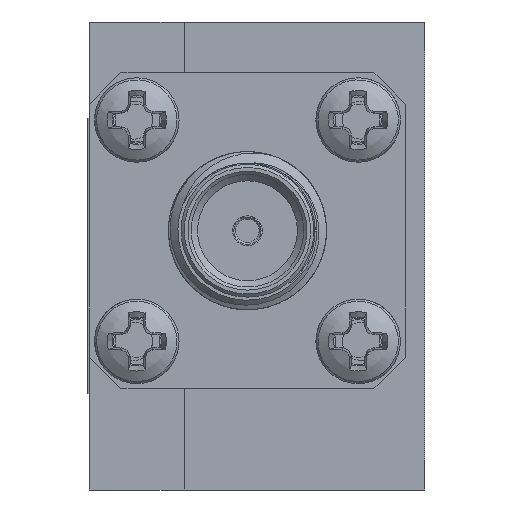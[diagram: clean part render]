
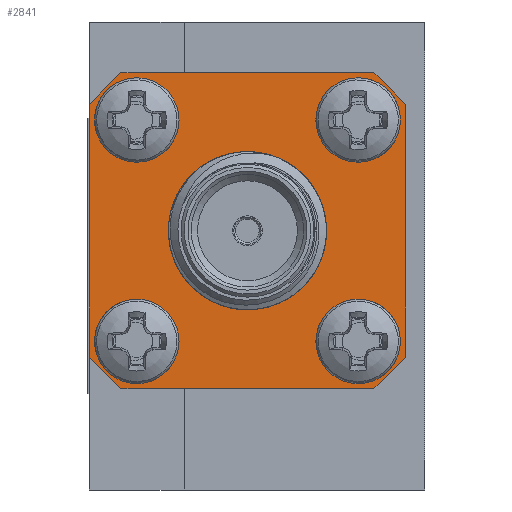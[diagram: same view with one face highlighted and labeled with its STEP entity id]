
A CAD part, left-side view. The second image highlights one B-rep face of the part: STEP entity #2841.
In plain terms, the highlighted planar face has unit normal (-1, 0, 0).
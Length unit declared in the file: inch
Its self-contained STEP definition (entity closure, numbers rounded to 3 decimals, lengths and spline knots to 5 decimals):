
#342 = VERTEX_POINT ( 'NONE', #12345 ) ;
#535 = CARTESIAN_POINT ( 'NONE',  ( -1.055, 0.015, -0.065 ) ) ;
#1151 = LINE ( 'NONE', #10113, #23259 ) ;
#1182 = EDGE_CURVE ( 'NONE', #28247, #28247, #8090, .T. ) ;
#1241 = ORIENTED_EDGE ( 'NONE', *, *, #2496, .T. ) ;
#2235 = EDGE_CURVE ( 'NONE', #13513, #13513, #23702, .T. ) ;
#2496 = EDGE_CURVE ( 'NONE', #23990, #24921, #1151, .T. ) ;
#2537 = FACE_BOUND ( 'NONE', #25313, .T. ) ;
#2684 = VERTEX_POINT ( 'NONE', #8670 ) ;
#2841 = ADVANCED_FACE ( 'NONE', ( #6950, #26407, #15809, #13519, #22108, #2537 ), #6805, .F. ) ;
#3312 = DIRECTION ( 'NONE',  ( 0., -1., 0. ) ) ;
#3361 = EDGE_CURVE ( 'NONE', #6016, #14320, #6011, .T. ) ;
#3386 = VERTEX_POINT ( 'NONE', #20383 ) ;
#3602 = CARTESIAN_POINT ( 'NONE',  ( -1.055, -0.235, 0.29 ) ) ;
#4095 = ORIENTED_EDGE ( 'NONE', *, *, #27655, .T. ) ;
#4493 = VERTEX_POINT ( 'NONE', #28087 ) ;
#4503 = DIRECTION ( 'NONE',  ( 0., -0.707, 0.707 ) ) ;
#4597 = CARTESIAN_POINT ( 'NONE',  ( -1.055, 0.265, -0.21 ) ) ;
#5192 = CARTESIAN_POINT ( 'NONE',  ( -1.055, 0.19, -0.135 ) ) ;
#5310 = ORIENTED_EDGE ( 'NONE', *, *, #6926, .T. ) ;
#5399 = DIRECTION ( 'NONE',  ( 0., -1., 0. ) ) ;
#5626 = EDGE_CURVE ( 'NONE', #19820, #342, #17885, .T. ) ;
#5933 = DIRECTION ( 'NONE',  ( 1., 0., 0. ) ) ;
#6011 = LINE ( 'NONE', #3602, #27374 ) ;
#6016 = VERTEX_POINT ( 'NONE', #12561 ) ;
#6205 = CARTESIAN_POINT ( 'NONE',  ( -1.055, -0.16, -0.135 ) ) ;
#6314 = AXIS2_PLACEMENT_3D ( 'NONE', #25312, #8146, #3312 ) ;
#6347 = EDGE_LOOP ( 'NONE', ( #27867 ) ) ;
#6805 = PLANE ( 'NONE',  #12755 ) ;
#6926 = EDGE_CURVE ( 'NONE', #3386, #3386, #25188, .T. ) ;
#6950 = FACE_OUTER_BOUND ( 'NONE', #14230, .T. ) ;
#6998 = CARTESIAN_POINT ( 'NONE',  ( -1.055, 0.015, 0.04 ) ) ;
#7085 = EDGE_CURVE ( 'NONE', #14320, #19820, #16075, .T. ) ;
#7259 = ORIENTED_EDGE ( 'NONE', *, *, #19756, .T. ) ;
#8090 = CIRCLE ( 'NONE', #17692, 0.105 ) ;
#8146 = DIRECTION ( 'NONE',  ( 1., 0., 0. ) ) ;
#8670 = CARTESIAN_POINT ( 'NONE',  ( -1.055, -0.185, -0.21 ) ) ;
#9137 = CARTESIAN_POINT ( 'NONE',  ( -1.055, -0.185, 0.29 ) ) ;
#9476 = DIRECTION ( 'NONE',  ( 0., -1., 0. ) ) ;
#9545 = ORIENTED_EDGE ( 'NONE', *, *, #3361, .T. ) ;
#10113 = CARTESIAN_POINT ( 'NONE',  ( -1.055, -0.235, -0.21 ) ) ;
#10214 = VERTEX_POINT ( 'NONE', #14642 ) ;
#10297 = ORIENTED_EDGE ( 'NONE', *, *, #15054, .T. ) ;
#10758 = VECTOR ( 'NONE', #4503, 39.37008 ) ;
#10771 = DIRECTION ( 'NONE',  ( 0., 1., 0. ) ) ;
#10945 = EDGE_LOOP ( 'NONE', ( #27323 ) ) ;
#11012 = VECTOR ( 'NONE', #26602, 39.37008 ) ;
#11089 = LINE ( 'NONE', #26399, #18944 ) ;
#11236 = CARTESIAN_POINT ( 'NONE',  ( -1.055, 0.015, 0.04 ) ) ;
#11268 = CARTESIAN_POINT ( 'NONE',  ( -1.055, -0.16, 0.215 ) ) ;
#11471 = DIRECTION ( 'NONE',  ( 1., 0., 0. ) ) ;
#11858 = EDGE_LOOP ( 'NONE', ( #5310 ) ) ;
#12054 = CARTESIAN_POINT ( 'NONE',  ( -1.055, 0.265, 0.24 ) ) ;
#12070 = CARTESIAN_POINT ( 'NONE',  ( -1.055, -0.10227, -0.135 ) ) ;
#12108 = ORIENTED_EDGE ( 'NONE', *, *, #7085, .T. ) ;
#12119 = AXIS2_PLACEMENT_3D ( 'NONE', #6205, #5933, #10771 ) ;
#12288 = EDGE_CURVE ( 'NONE', #342, #4493, #11089, .T. ) ;
#12345 = CARTESIAN_POINT ( 'NONE',  ( -1.055, 0.265, -0.16 ) ) ;
#12441 = DIRECTION ( 'NONE',  ( 0., 1., 0. ) ) ;
#12561 = CARTESIAN_POINT ( 'NONE',  ( -1.055, -0.185, 0.29 ) ) ;
#12755 = AXIS2_PLACEMENT_3D ( 'NONE', #11236, #15669, #24537 ) ;
#12856 = VECTOR ( 'NONE', #27229, 39.37008 ) ;
#13025 = CIRCLE ( 'NONE', #12119, 0.05773 ) ;
#13091 = CARTESIAN_POINT ( 'NONE',  ( -1.055, -0.21773, 0.215 ) ) ;
#13278 = DIRECTION ( 'NONE',  ( 1., 0., 0. ) ) ;
#13425 = DIRECTION ( 'NONE',  ( 0., 0.707, 0.707 ) ) ;
#13513 = VERTEX_POINT ( 'NONE', #13091 ) ;
#13519 = FACE_BOUND ( 'NONE', #6347, .T. ) ;
#13770 = EDGE_CURVE ( 'NONE', #16090, #16090, #13025, .T. ) ;
#14230 = EDGE_LOOP ( 'NONE', ( #4095, #10297, #1241, #7259, #9545, #12108, #24395, #23862 ) ) ;
#14320 = VERTEX_POINT ( 'NONE', #15806 ) ;
#14642 = CARTESIAN_POINT ( 'NONE',  ( -1.055, 0.13227, 0.215 ) ) ;
#14670 = CARTESIAN_POINT ( 'NONE',  ( -1.055, -0.235, -0.21 ) ) ;
#15054 = EDGE_CURVE ( 'NONE', #2684, #23990, #19793, .T. ) ;
#15669 = DIRECTION ( 'NONE',  ( 1., 0., 0. ) ) ;
#15779 = CARTESIAN_POINT ( 'NONE',  ( -1.055, -0.235, -0.16 ) ) ;
#15806 = CARTESIAN_POINT ( 'NONE',  ( -1.055, 0.215, 0.29 ) ) ;
#15809 = FACE_BOUND ( 'NONE', #11858, .T. ) ;
#16075 = LINE ( 'NONE', #12054, #12856 ) ;
#16090 = VERTEX_POINT ( 'NONE', #12070 ) ;
#16406 = LINE ( 'NONE', #14670, #27883 ) ;
#17692 = AXIS2_PLACEMENT_3D ( 'NONE', #6998, #20015, #18018 ) ;
#17885 = LINE ( 'NONE', #4597, #11012 ) ;
#18018 = DIRECTION ( 'NONE',  ( 0., 0., -1. ) ) ;
#18855 = DIRECTION ( 'NONE',  ( 0., 0., 1. ) ) ;
#18944 = VECTOR ( 'NONE', #19817, 39.37008 ) ;
#19756 = EDGE_CURVE ( 'NONE', #24921, #6016, #22434, .T. ) ;
#19767 = EDGE_LOOP ( 'NONE', ( #20381 ) ) ;
#19793 = LINE ( 'NONE', #15779, #10758 ) ;
#19817 = DIRECTION ( 'NONE',  ( 0., -0.707, -0.707 ) ) ;
#19820 = VERTEX_POINT ( 'NONE', #26085 ) ;
#20015 = DIRECTION ( 'NONE',  ( -1., 0., 0. ) ) ;
#20108 = ORIENTED_EDGE ( 'NONE', *, *, #1182, .F. ) ;
#20381 = ORIENTED_EDGE ( 'NONE', *, *, #22192, .T. ) ;
#20383 = CARTESIAN_POINT ( 'NONE',  ( -1.055, 0.13227, -0.135 ) ) ;
#20521 = AXIS2_PLACEMENT_3D ( 'NONE', #11268, #13278, #22569 ) ;
#22108 = FACE_BOUND ( 'NONE', #10945, .T. ) ;
#22192 = EDGE_CURVE ( 'NONE', #10214, #10214, #23665, .T. ) ;
#22434 = LINE ( 'NONE', #9137, #25031 ) ;
#22569 = DIRECTION ( 'NONE',  ( 0., -1., 0. ) ) ;
#23259 = VECTOR ( 'NONE', #18855, 39.37008 ) ;
#23665 = CIRCLE ( 'NONE', #6314, 0.05773 ) ;
#23702 = CIRCLE ( 'NONE', #20521, 0.05773 ) ;
#23862 = ORIENTED_EDGE ( 'NONE', *, *, #12288, .T. ) ;
#23990 = VERTEX_POINT ( 'NONE', #26256 ) ;
#24395 = ORIENTED_EDGE ( 'NONE', *, *, #5626, .T. ) ;
#24537 = DIRECTION ( 'NONE',  ( 0., 1., 0. ) ) ;
#24921 = VERTEX_POINT ( 'NONE', #28015 ) ;
#25031 = VECTOR ( 'NONE', #13425, 39.37008 ) ;
#25188 = CIRCLE ( 'NONE', #27942, 0.05773 ) ;
#25312 = CARTESIAN_POINT ( 'NONE',  ( -1.055, 0.19, 0.215 ) ) ;
#25313 = EDGE_LOOP ( 'NONE', ( #20108 ) ) ;
#26085 = CARTESIAN_POINT ( 'NONE',  ( -1.055, 0.265, 0.24 ) ) ;
#26256 = CARTESIAN_POINT ( 'NONE',  ( -1.055, -0.235, -0.16 ) ) ;
#26399 = CARTESIAN_POINT ( 'NONE',  ( -1.055, 0.215, -0.21 ) ) ;
#26407 = FACE_BOUND ( 'NONE', #19767, .T. ) ;
#26602 = DIRECTION ( 'NONE',  ( 0., 0., -1. ) ) ;
#27229 = DIRECTION ( 'NONE',  ( 0., 0.707, -0.707 ) ) ;
#27323 = ORIENTED_EDGE ( 'NONE', *, *, #13770, .T. ) ;
#27374 = VECTOR ( 'NONE', #12441, 39.37008 ) ;
#27655 = EDGE_CURVE ( 'NONE', #4493, #2684, #16406, .T. ) ;
#27867 = ORIENTED_EDGE ( 'NONE', *, *, #2235, .T. ) ;
#27883 = VECTOR ( 'NONE', #5399, 39.37008 ) ;
#27942 = AXIS2_PLACEMENT_3D ( 'NONE', #5192, #11471, #9476 ) ;
#28015 = CARTESIAN_POINT ( 'NONE',  ( -1.055, -0.235, 0.24 ) ) ;
#28087 = CARTESIAN_POINT ( 'NONE',  ( -1.055, 0.215, -0.21 ) ) ;
#28247 = VERTEX_POINT ( 'NONE', #535 ) ;
